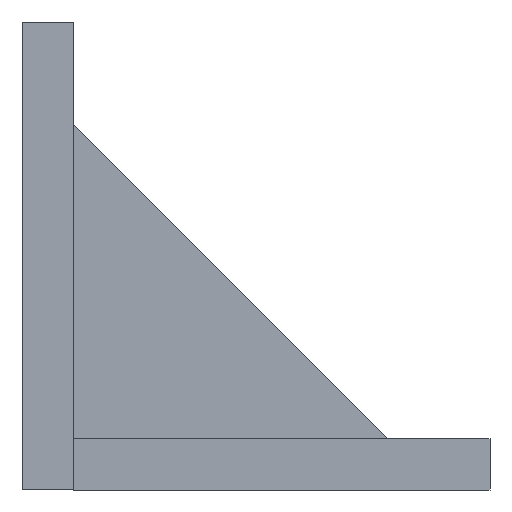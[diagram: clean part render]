
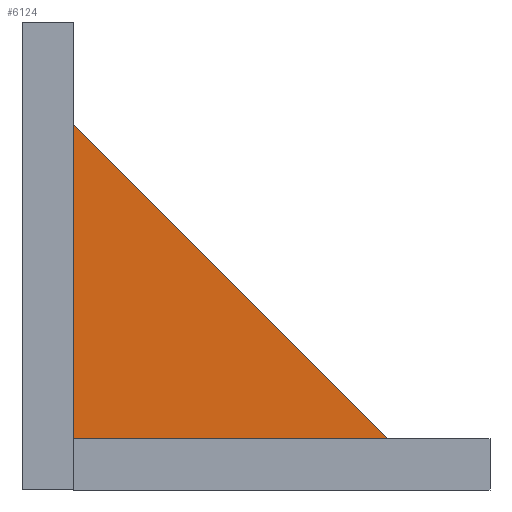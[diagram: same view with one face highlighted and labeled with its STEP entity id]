
A CAD part, left-side view. The second image highlights one B-rep face of the part: STEP entity #6124.
In plain terms, the highlighted planar face has unit normal (-1, 0, 0).
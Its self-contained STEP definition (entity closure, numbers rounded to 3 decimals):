
#66 = CARTESIAN_POINT ( 'NONE',  ( -37.888, -55.574, 44.5 ) ) ;
#155 = CARTESIAN_POINT ( 'NONE',  ( -37.888, -6.574, 93.5 ) ) ;
#318 = EDGE_LOOP ( 'NONE', ( #5459, #4597, #2972 ) ) ;
#558 = VECTOR ( 'NONE', #6433, 1000. ) ;
#884 = LINE ( 'NONE', #155, #558 ) ;
#911 = EDGE_CURVE ( 'NONE', #5829, #4197, #3940, .T. ) ;
#931 = PLANE ( 'NONE',  #7456 ) ;
#1483 = DIRECTION ( 'NONE',  ( 0., 1., 0. ) ) ;
#1597 = FACE_OUTER_BOUND ( 'NONE', #318, .T. ) ;
#2516 = DIRECTION ( 'NONE',  ( 0., -1., 0. ) ) ;
#2972 = ORIENTED_EDGE ( 'NONE', *, *, #911, .F. ) ;
#3030 = LINE ( 'NONE', #8665, #4478 ) ;
#3250 = DIRECTION ( 'NONE',  ( 0., -0.707, -0.707 ) ) ;
#3539 = CARTESIAN_POINT ( 'NONE',  ( -37.888, -55.574, 44.5 ) ) ;
#3940 = LINE ( 'NONE', #66, #8375 ) ;
#4197 = VERTEX_POINT ( 'NONE', #3539 ) ;
#4309 = EDGE_CURVE ( 'NONE', #4197, #7749, #3030, .T. ) ;
#4396 = CARTESIAN_POINT ( 'NONE',  ( -37.888, -6.574, 93.5 ) ) ;
#4478 = VECTOR ( 'NONE', #1483, 1000. ) ;
#4597 = ORIENTED_EDGE ( 'NONE', *, *, #4309, .F. ) ;
#5271 = EDGE_CURVE ( 'NONE', #7749, #5829, #884, .T. ) ;
#5459 = ORIENTED_EDGE ( 'NONE', *, *, #5271, .F. ) ;
#5829 = VERTEX_POINT ( 'NONE', #4396 ) ;
#6124 = ADVANCED_FACE ( 'NONE', ( #1597 ), #931, .T. ) ;
#6433 = DIRECTION ( 'NONE',  ( 0., 0., 1. ) ) ;
#7456 = AXIS2_PLACEMENT_3D ( 'NONE', #7915, #9563, #2516 ) ;
#7749 = VERTEX_POINT ( 'NONE', #8785 ) ;
#7915 = CARTESIAN_POINT ( 'NONE',  ( -37.888, -6.574, 44.5 ) ) ;
#8375 = VECTOR ( 'NONE', #3250, 1000. ) ;
#8665 = CARTESIAN_POINT ( 'NONE',  ( -37.888, -6.574, 44.5 ) ) ;
#8785 = CARTESIAN_POINT ( 'NONE',  ( -37.888, -6.574, 44.5 ) ) ;
#9563 = DIRECTION ( 'NONE',  ( -1., 0., 0. ) ) ;
